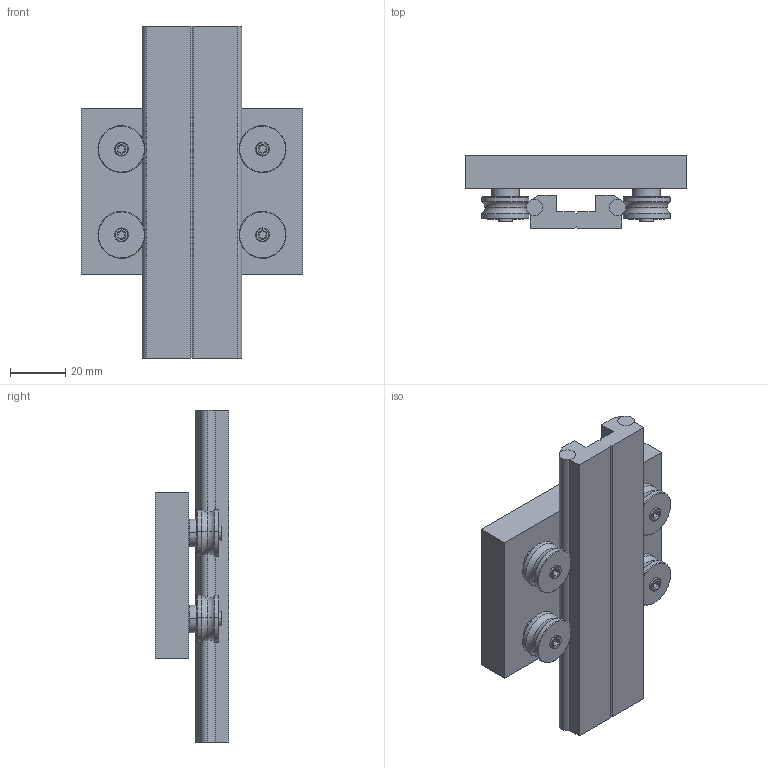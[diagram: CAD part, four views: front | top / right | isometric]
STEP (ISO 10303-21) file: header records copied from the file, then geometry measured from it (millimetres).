
FILE_DESCRIPTION(('STEP AP214'),'1');
FILE_NAME('av605__l_120.stp','2017-05-23T05:29:41',('TraceParts'),('TraceParts S.A.'),'Spatial InterOp 3D',' ',' ');
FILE_SCHEMA(('automotive_design'));
Length unit declared in the file: millimetre
Products named in the file (16): av605__l_120_1; av605__l_120_2; av605__l_120_3; av605__l_120_4; av605__l_120_5; av605__l_120_6; av605__l_120_7; av605__l_120_8; av605__l_120_9; av605__l_120_10; av605__l_120_11; av605__l_120_12; av605__l_120_13; av605__l_120_14; av605__l_120_15; av605__l_120_16
Bounding box: 80 x 26.5 x 120 mm (x, y, z)
Volume: 98798.2 mm3; surface area: 39815.6 mm2
Topology: 16 solids, 16 shells, 374 faces, 810 edges, 492 vertices
Faces by surface type: plane 198, cylinder 88, cone 72, torus 16
Entity records: 13371 total; most frequent: DIRECTION 1814, CARTESIAN_POINT 1788, ORIENTED_EDGE 1620, EDGE_CURVE 810, AXIS2_PLACEMENT_3D 662, VERTEX_POINT 492, LINE 490, VECTOR 490
